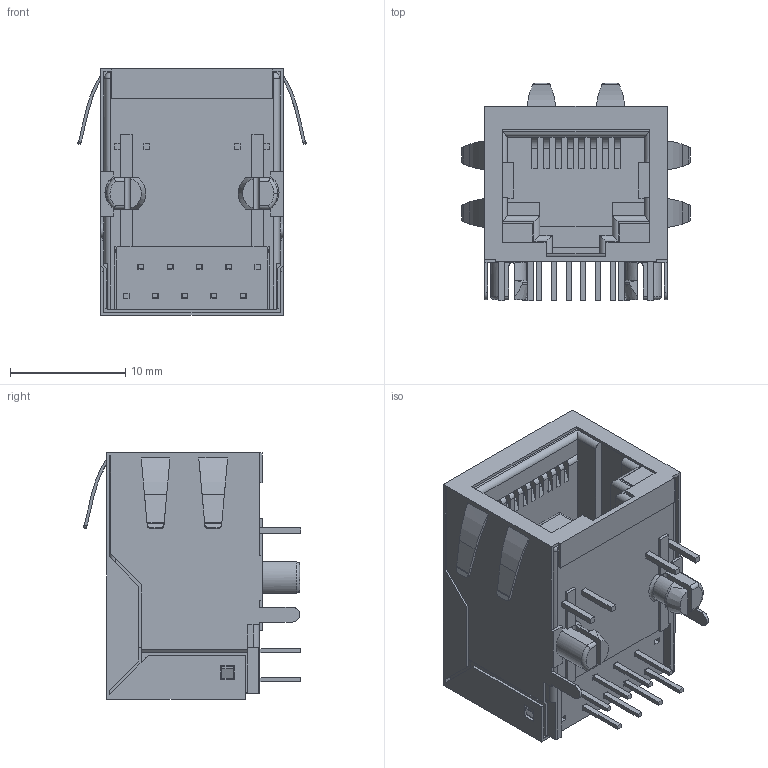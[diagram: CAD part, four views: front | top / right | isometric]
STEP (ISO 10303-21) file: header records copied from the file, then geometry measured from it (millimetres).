
FILE_DESCRIPTION(('CATIA V5 STEP Exchange','CAx-IF Rec.Pracs.--- Model Styling and Organization---1.4--- 2014-01-23'),'2;1');
FILE_NAME ('368498-2_0_2562870000_2562870000.stp','2019-05-06T12:52:17+00:00',('none'),('Weidmueller'),'CATIA Version 5-6 Release 2016 SP3 HF44','CATIA V5 STEP AP214','none');
FILE_SCHEMA(('AUTOMOTIVE_DESIGN { 1 0 10303 214 1 1 1 1 }'));
Length unit declared in the file: millimetre
Products named in the file (1): 2562870000
Bounding box: 19.86 x 18.88 x 21.35 mm (x, y, z)
Volume: 2710 mm3; surface area: 5632.4 mm2
Topology: 9 solids, 9 shells, 773 faces, 2245 edges, 1447 vertices
Faces by surface type: plane 554, cylinder 116, bspline 60, cone 34, torus 5, sphere 4
Entity records: 28066 total; most frequent: CARTESIAN_POINT 8650, ORIENTED_EDGE 4482, DIRECTION 3242, EDGE_CURVE 2241, VECTOR 1690, LINE 1690, VERTEX_POINT 1447, AXIS2_PLACEMENT_3D 840
